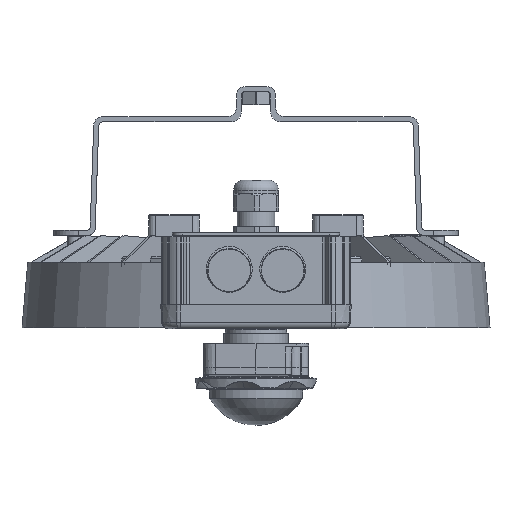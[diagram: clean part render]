
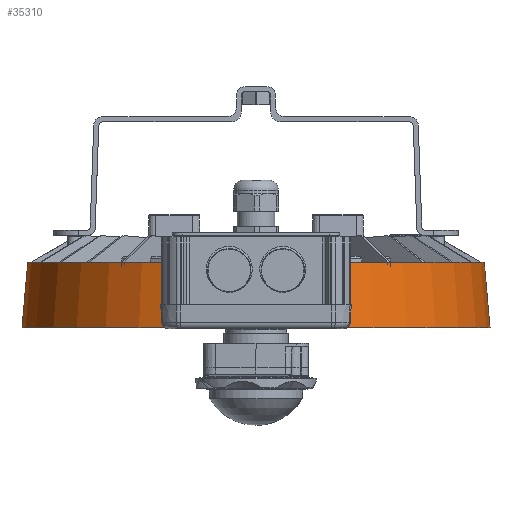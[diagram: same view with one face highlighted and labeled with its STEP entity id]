
A CAD part, front view. The second image highlights one B-rep face of the part: STEP entity #35310.
In plain terms, the highlighted conical face has half-angle 5 degrees and reference radius 138.285 mm.
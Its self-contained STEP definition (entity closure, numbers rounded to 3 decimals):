
#3350=FACE_OUTER_BOUND('',#5518,.T.);
#5518=EDGE_LOOP('',(#25026,#25027,#25028,#25029));
#7852=LINE('',#61013,#10424);
#10424=VECTOR('',#42680,138.285);
#13121=CIRCLE('',#37826,140.);
#13122=CIRCLE('',#37828,136.57);
#15206=VERTEX_POINT('',#61009);
#15207=VERTEX_POINT('',#61012);
#18965=EDGE_CURVE('',#15206,#15206,#13121,.T.);
#18966=EDGE_CURVE('',#15206,#15207,#7852,.T.);
#18967=EDGE_CURVE('',#15207,#15207,#13122,.T.);
#25026=ORIENTED_EDGE('',*,*,#18965,.T.);
#25027=ORIENTED_EDGE('',*,*,#18966,.T.);
#25028=ORIENTED_EDGE('',*,*,#18967,.T.);
#25029=ORIENTED_EDGE('',*,*,#18966,.F.);
#34845=CONICAL_SURFACE('',#37827,138.285,0.087);
#35310=ADVANCED_FACE('',(#3350),#34845,.T.);
#37826=AXIS2_PLACEMENT_3D('',#61010,#42676,#42677);
#37827=AXIS2_PLACEMENT_3D('',#61011,#42678,#42679);
#37828=AXIS2_PLACEMENT_3D('',#61014,#42681,#42682);
#42676=DIRECTION('center_axis',(0.,0.,1.));
#42677=DIRECTION('ref_axis',(-1.,0.,0.));
#42678=DIRECTION('center_axis',(0.,0.,-1.));
#42679=DIRECTION('ref_axis',(-1.,0.,0.));
#42680=DIRECTION('',(-0.087,0.,0.996));
#42681=DIRECTION('center_axis',(0.,0.,-1.));
#42682=DIRECTION('ref_axis',(-1.,0.,0.));
#61009=CARTESIAN_POINT('',(140.,0.,-40.));
#61010=CARTESIAN_POINT('Origin',(0.,0.,
-40.));
#61011=CARTESIAN_POINT('Origin',(0.,0.,
-20.4));
#61012=CARTESIAN_POINT('',(136.57,0.,-0.8));
#61013=CARTESIAN_POINT('',(138.285,0.,-20.4));
#61014=CARTESIAN_POINT('Origin',(0.,0.,
-0.8));
